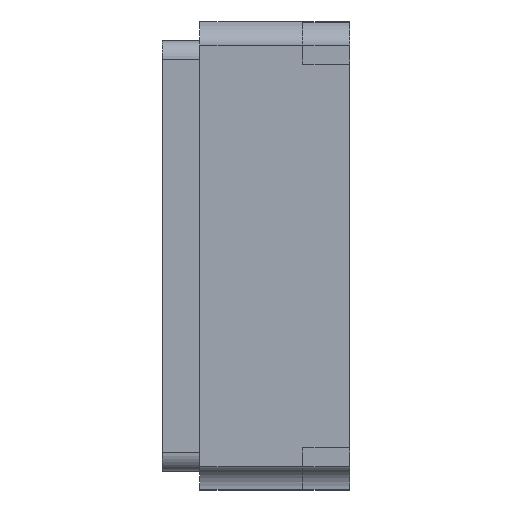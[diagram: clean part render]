
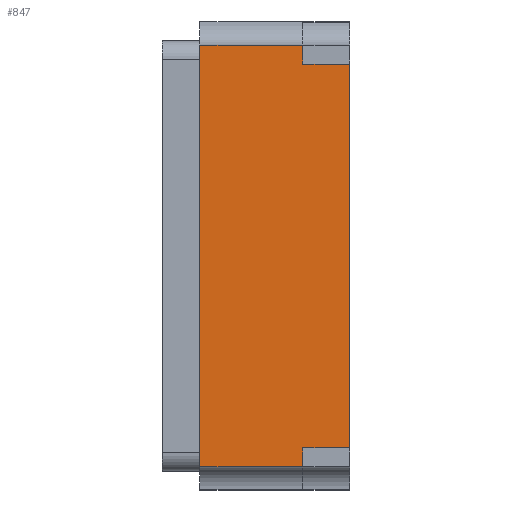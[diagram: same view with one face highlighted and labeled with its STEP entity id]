
A CAD part, left-side view. The second image highlights one B-rep face of the part: STEP entity #847.
In plain terms, the highlighted planar face has unit normal (-1, 0, 0).
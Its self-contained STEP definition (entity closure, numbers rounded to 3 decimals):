
#67 = DIRECTION ( 'NONE',  ( 0., -1., 0. ) ) ;
#112 = VECTOR ( 'NONE', #658, 1000. ) ;
#123 = EDGE_CURVE ( 'NONE', #576, #2251, #608, .T. ) ;
#284 = VERTEX_POINT ( 'NONE', #1597 ) ;
#312 = LINE ( 'NONE', #1785, #2524 ) ;
#323 = DIRECTION ( 'NONE',  ( 0., 0., 1. ) ) ;
#325 = LINE ( 'NONE', #1267, #112 ) ;
#467 = ORIENTED_EDGE ( 'NONE', *, *, #1318, .F. ) ;
#576 = VERTEX_POINT ( 'NONE', #2892 ) ;
#580 = CARTESIAN_POINT ( 'NONE',  ( -1.6, 0., 1.025 ) ) ;
#608 = LINE ( 'NONE', #1214, #2621 ) ;
#610 = CARTESIAN_POINT ( 'NONE',  ( -1.6, 0.25, -1.125 ) ) ;
#629 = CARTESIAN_POINT ( 'NONE',  ( -1.6, 0.8, 0. ) ) ;
#658 = DIRECTION ( 'NONE',  ( 0., 0., -1. ) ) ;
#677 = ORIENTED_EDGE ( 'NONE', *, *, #950, .F. ) ;
#702 = DIRECTION ( 'NONE',  ( 0., 0., -1. ) ) ;
#771 = PLANE ( 'NONE',  #1605 ) ;
#807 = EDGE_LOOP ( 'NONE', ( #2743, #467, #2985, #677, #2362, #2356, #3282, #1327 ) ) ;
#847 = ADVANCED_FACE ( 'NONE', ( #1065 ), #771, .F. ) ;
#950 = EDGE_CURVE ( 'NONE', #3573, #284, #3522, .T. ) ;
#983 = LINE ( 'NONE', #2991, #2535 ) ;
#1059 = CARTESIAN_POINT ( 'NONE',  ( -1.6, 0.25, 1.025 ) ) ;
#1065 = FACE_OUTER_BOUND ( 'NONE', #807, .T. ) ;
#1150 = EDGE_CURVE ( 'NONE', #3233, #2045, #2109, .T. ) ;
#1214 = CARTESIAN_POINT ( 'NONE',  ( -1.6, 0.25, 1.25 ) ) ;
#1267 = CARTESIAN_POINT ( 'NONE',  ( -1.6, 0., 1.25 ) ) ;
#1294 = CARTESIAN_POINT ( 'NONE',  ( -1.6, 0.25, 1.25 ) ) ;
#1307 = VECTOR ( 'NONE', #702, 1000. ) ;
#1318 = EDGE_CURVE ( 'NONE', #2675, #3233, #3577, .T. ) ;
#1327 = ORIENTED_EDGE ( 'NONE', *, *, #3450, .F. ) ;
#1597 = CARTESIAN_POINT ( 'NONE',  ( -1.6, 0.8, 1.125 ) ) ;
#1605 = AXIS2_PLACEMENT_3D ( 'NONE', #1936, #1672, #1916 ) ;
#1608 = VERTEX_POINT ( 'NONE', #1856 ) ;
#1672 = DIRECTION ( 'NONE',  ( 1., 0., 0. ) ) ;
#1743 = CARTESIAN_POINT ( 'NONE',  ( -1.6, 0.8, 1.025 ) ) ;
#1785 = CARTESIAN_POINT ( 'NONE',  ( -1.6, 0.8, -1.025 ) ) ;
#1856 = CARTESIAN_POINT ( 'NONE',  ( -1.6, 0., -1.025 ) ) ;
#1905 = VECTOR ( 'NONE', #323, 1000. ) ;
#1916 = DIRECTION ( 'NONE',  ( 0., 0., -1. ) ) ;
#1936 = CARTESIAN_POINT ( 'NONE',  ( -1.6, 0.8, 1.25 ) ) ;
#1966 = VECTOR ( 'NONE', #67, 1000. ) ;
#1981 = DIRECTION ( 'NONE',  ( 0., 1., 0. ) ) ;
#1997 = CARTESIAN_POINT ( 'NONE',  ( -1.6, 0.8, -1.125 ) ) ;
#2045 = VERTEX_POINT ( 'NONE', #580 ) ;
#2109 = LINE ( 'NONE', #1743, #1966 ) ;
#2138 = DIRECTION ( 'NONE',  ( 0., -1., 0. ) ) ;
#2251 = VERTEX_POINT ( 'NONE', #610 ) ;
#2322 = DIRECTION ( 'NONE',  ( 0., 1., 0. ) ) ;
#2356 = ORIENTED_EDGE ( 'NONE', *, *, #123, .F. ) ;
#2362 = ORIENTED_EDGE ( 'NONE', *, *, #3630, .F. ) ;
#2371 = DIRECTION ( 'NONE',  ( 0., 0., -1. ) ) ;
#2374 = EDGE_CURVE ( 'NONE', #1608, #576, #312, .T. ) ;
#2524 = VECTOR ( 'NONE', #2322, 1000. ) ;
#2535 = VECTOR ( 'NONE', #2138, 1000. ) ;
#2621 = VECTOR ( 'NONE', #2371, 1000. ) ;
#2675 = VERTEX_POINT ( 'NONE', #3587 ) ;
#2743 = ORIENTED_EDGE ( 'NONE', *, *, #1150, .F. ) ;
#2892 = CARTESIAN_POINT ( 'NONE',  ( -1.6, 0.25, -1.025 ) ) ;
#2985 = ORIENTED_EDGE ( 'NONE', *, *, #3174, .F. ) ;
#2991 = CARTESIAN_POINT ( 'NONE',  ( -1.6, 0.8, 1.125 ) ) ;
#3174 = EDGE_CURVE ( 'NONE', #284, #2675, #983, .T. ) ;
#3233 = VERTEX_POINT ( 'NONE', #1059 ) ;
#3282 = ORIENTED_EDGE ( 'NONE', *, *, #2374, .F. ) ;
#3384 = CARTESIAN_POINT ( 'NONE',  ( -1.6, 0.8, -1.125 ) ) ;
#3413 = LINE ( 'NONE', #1997, #3448 ) ;
#3448 = VECTOR ( 'NONE', #1981, 1000. ) ;
#3450 = EDGE_CURVE ( 'NONE', #2045, #1608, #325, .T. ) ;
#3522 = LINE ( 'NONE', #629, #1905 ) ;
#3573 = VERTEX_POINT ( 'NONE', #3384 ) ;
#3577 = LINE ( 'NONE', #1294, #1307 ) ;
#3587 = CARTESIAN_POINT ( 'NONE',  ( -1.6, 0.25, 1.125 ) ) ;
#3630 = EDGE_CURVE ( 'NONE', #2251, #3573, #3413, .T. ) ;
